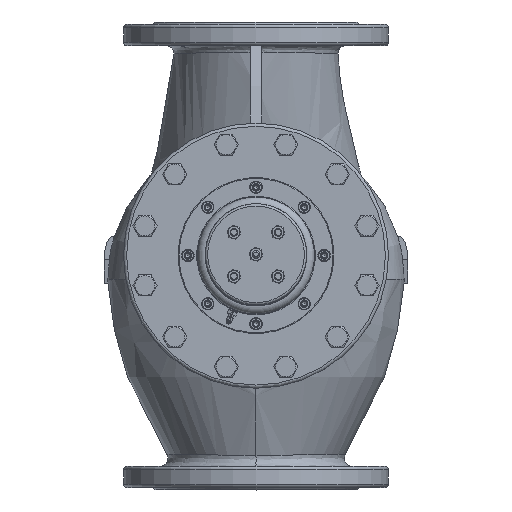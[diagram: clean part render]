
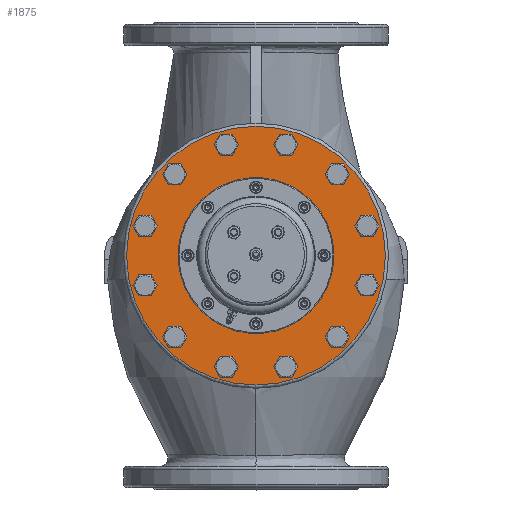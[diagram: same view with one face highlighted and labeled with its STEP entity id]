
A CAD part, top view. The second image highlights one B-rep face of the part: STEP entity #1875.
In plain terms, the highlighted planar face has unit normal (0, 0, 1).
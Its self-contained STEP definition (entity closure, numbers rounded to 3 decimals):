
#1875=ADVANCED_FACE('',(#8151,#8153,#8155,#8157,#8159,#8161,#8163,#8165,#8167,#8169,
#8171,#8173,#8175),#8177,.T.);
#8151=FACE_BOUND('',#8152,.T.);
#8152=EDGE_LOOP('',(#17332));
#8153=FACE_BOUND('',#8154,.T.);
#8154=EDGE_LOOP('',(#17333));
#8155=FACE_BOUND('',#8156,.T.);
#8156=EDGE_LOOP('',(#17334));
#8157=FACE_BOUND('',#8158,.T.);
#8158=EDGE_LOOP('',(#17335));
#8159=FACE_BOUND('',#8160,.T.);
#8160=EDGE_LOOP('',(#17336));
#8161=FACE_BOUND('',#8162,.T.);
#8162=EDGE_LOOP('',(#17337));
#8163=FACE_BOUND('',#8164,.T.);
#8164=EDGE_LOOP('',(#17338));
#8165=FACE_BOUND('',#8166,.T.);
#8166=EDGE_LOOP('',(#17339));
#8167=FACE_BOUND('',#8168,.T.);
#8168=EDGE_LOOP('',(#17340));
#8169=FACE_BOUND('',#8170,.T.);
#8170=EDGE_LOOP('',(#17341));
#8171=FACE_BOUND('',#8172,.T.);
#8172=EDGE_LOOP('',(#17342));
#8173=FACE_BOUND('',#8174,.T.);
#8174=EDGE_LOOP('',(#17343));
#8175=FACE_BOUND('',#8176,.T.);
#8176=EDGE_LOOP('',(#17344));
#8177=PLANE('',#8178);
#8178=AXIS2_PLACEMENT_3D('',#8179,#8180,#8181);
#8179=CARTESIAN_POINT('',(0.,0.,229.));
#8180=DIRECTION('',(0.,0.,1.));
#8181=DIRECTION('',(-1.,0.,0.));
#17332=ORIENTED_EDGE('',*,*,#18625,.T.);
#17333=ORIENTED_EDGE('',*,*,#18623,.T.);
#17334=ORIENTED_EDGE('',*,*,#18622,.T.);
#17335=ORIENTED_EDGE('',*,*,#18621,.T.);
#17336=ORIENTED_EDGE('',*,*,#18620,.T.);
#17337=ORIENTED_EDGE('',*,*,#18619,.T.);
#17338=ORIENTED_EDGE('',*,*,#18618,.T.);
#17339=ORIENTED_EDGE('',*,*,#18617,.T.);
#17340=ORIENTED_EDGE('',*,*,#18616,.T.);
#17341=ORIENTED_EDGE('',*,*,#18615,.T.);
#17342=ORIENTED_EDGE('',*,*,#18614,.T.);
#17343=ORIENTED_EDGE('',*,*,#18613,.T.);
#17344=ORIENTED_EDGE('',*,*,#18612,.T.);
#18612=EDGE_CURVE('',#19287,#19287,#19288,.F.);
#18613=EDGE_CURVE('',#19289,#19289,#19290,.F.);
#18614=EDGE_CURVE('',#19291,#19291,#19292,.F.);
#18615=EDGE_CURVE('',#19293,#19293,#19294,.F.);
#18616=EDGE_CURVE('',#19295,#19295,#19296,.F.);
#18617=EDGE_CURVE('',#19297,#19297,#19298,.F.);
#18618=EDGE_CURVE('',#19299,#19299,#19300,.F.);
#18619=EDGE_CURVE('',#19301,#19301,#19302,.F.);
#18620=EDGE_CURVE('',#19303,#19303,#19304,.F.);
#18621=EDGE_CURVE('',#19305,#19305,#19306,.F.);
#18622=EDGE_CURVE('',#19307,#19307,#19308,.F.);
#18623=EDGE_CURVE('',#19309,#19309,#19310,.F.);
#18625=EDGE_CURVE('',#19313,#19313,#19314,.T.);
#19287=VERTEX_POINT('',#24134);
#19288=CIRCLE('',#24135,11.);
#19289=VERTEX_POINT('',#24139);
#19290=CIRCLE('',#24140,11.);
#19291=VERTEX_POINT('',#24144);
#19292=CIRCLE('',#24145,11.);
#19293=VERTEX_POINT('',#24149);
#19294=CIRCLE('',#24150,11.);
#19295=VERTEX_POINT('',#24154);
#19296=CIRCLE('',#24155,11.);
#19297=VERTEX_POINT('',#24159);
#19298=CIRCLE('',#24160,11.);
#19299=VERTEX_POINT('',#24164);
#19300=CIRCLE('',#24165,11.);
#19301=VERTEX_POINT('',#24169);
#19302=CIRCLE('',#24170,11.);
#19303=VERTEX_POINT('',#24174);
#19304=CIRCLE('',#24175,11.);
#19305=VERTEX_POINT('',#24179);
#19306=CIRCLE('',#24180,11.);
#19307=VERTEX_POINT('',#24184);
#19308=CIRCLE('',#24185,11.);
#19309=VERTEX_POINT('',#24189);
#19310=CIRCLE('',#24190,11.);
#19313=VERTEX_POINT('',#24199);
#19314=CIRCLE('',#24200,166.);
#24134=CARTESIAN_POINT('',(-147.974,-28.65,229.));
#24135=AXIS2_PLACEMENT_3D('',#24136,#24137,#24138);
#24136=CARTESIAN_POINT('',(-142.474,-38.176,229.));
#24137=DIRECTION('',(0.,0.,1.));
#24138=DIRECTION('',(-0.5,0.866,0.));
#24139=CARTESIAN_POINT('',(-113.825,-98.798,229.));
#24140=AXIS2_PLACEMENT_3D('',#24141,#24142,#24143);
#24141=CARTESIAN_POINT('',(-104.298,-104.298,229.));
#24142=DIRECTION('',(0.,0.,1.));
#24143=DIRECTION('',(-0.866,0.5,0.));
#24144=CARTESIAN_POINT('',(-49.176,-142.474,229.));
#24145=AXIS2_PLACEMENT_3D('',#24146,#24147,#24148);
#24146=CARTESIAN_POINT('',(-38.176,-142.474,229.));
#24147=DIRECTION('',(0.,0.,1.));
#24148=DIRECTION('',(-1.,0.,0.));
#24149=CARTESIAN_POINT('',(28.65,-147.974,229.));
#24150=AXIS2_PLACEMENT_3D('',#24151,#24152,#24153);
#24151=CARTESIAN_POINT('',(38.176,-142.474,229.));
#24152=DIRECTION('',(0.,0.,1.));
#24153=DIRECTION('',(-0.866,-0.5,0.));
#24154=CARTESIAN_POINT('',(98.798,-113.825,229.));
#24155=AXIS2_PLACEMENT_3D('',#24156,#24157,#24158);
#24156=CARTESIAN_POINT('',(104.298,-104.298,229.));
#24157=DIRECTION('',(0.,0.,1.));
#24158=DIRECTION('',(-0.5,-0.866,0.));
#24159=CARTESIAN_POINT('',(142.474,-49.176,229.));
#24160=AXIS2_PLACEMENT_3D('',#24161,#24162,#24163);
#24161=CARTESIAN_POINT('',(142.474,-38.176,229.));
#24162=DIRECTION('',(0.,0.,1.));
#24163=DIRECTION('',(0.,-1.,0.));
#24164=CARTESIAN_POINT('',(147.974,28.65,229.));
#24165=AXIS2_PLACEMENT_3D('',#24166,#24167,#24168);
#24166=CARTESIAN_POINT('',(142.474,38.176,229.));
#24167=DIRECTION('',(0.,0.,1.));
#24168=DIRECTION('',(0.5,-0.866,0.));
#24169=CARTESIAN_POINT('',(113.825,98.798,229.));
#24170=AXIS2_PLACEMENT_3D('',#24171,#24172,#24173);
#24171=CARTESIAN_POINT('',(104.298,104.298,229.));
#24172=DIRECTION('',(0.,0.,1.));
#24173=DIRECTION('',(0.866,-0.5,0.));
#24174=CARTESIAN_POINT('',(49.176,142.474,229.));
#24175=AXIS2_PLACEMENT_3D('',#24176,#24177,#24178);
#24176=CARTESIAN_POINT('',(38.176,142.474,229.));
#24177=DIRECTION('',(0.,0.,1.));
#24178=DIRECTION('',(1.,0.,0.));
#24179=CARTESIAN_POINT('',(-28.65,147.974,229.));
#24180=AXIS2_PLACEMENT_3D('',#24181,#24182,#24183);
#24181=CARTESIAN_POINT('',(-38.176,142.474,229.));
#24182=DIRECTION('',(0.,0.,1.));
#24183=DIRECTION('',(0.866,0.5,0.));
#24184=CARTESIAN_POINT('',(-98.798,113.825,229.));
#24185=AXIS2_PLACEMENT_3D('',#24186,#24187,#24188);
#24186=CARTESIAN_POINT('',(-104.298,104.298,229.));
#24187=DIRECTION('',(0.,0.,1.));
#24188=DIRECTION('',(0.5,0.866,0.));
#24189=CARTESIAN_POINT('',(-142.474,49.176,229.));
#24190=AXIS2_PLACEMENT_3D('',#24191,#24192,#24193);
#24191=CARTESIAN_POINT('',(-142.474,38.176,229.));
#24192=DIRECTION('',(0.,0.,1.));
#24193=DIRECTION('',(0.,1.,0.));
#24199=CARTESIAN_POINT('',(-166.,0.,229.));
#24200=AXIS2_PLACEMENT_3D('',#24201,#24202,#24203);
#24201=CARTESIAN_POINT('',(0.,0.,229.));
#24202=DIRECTION('',(0.,0.,1.));
#24203=DIRECTION('',(-1.,0.,0.));
